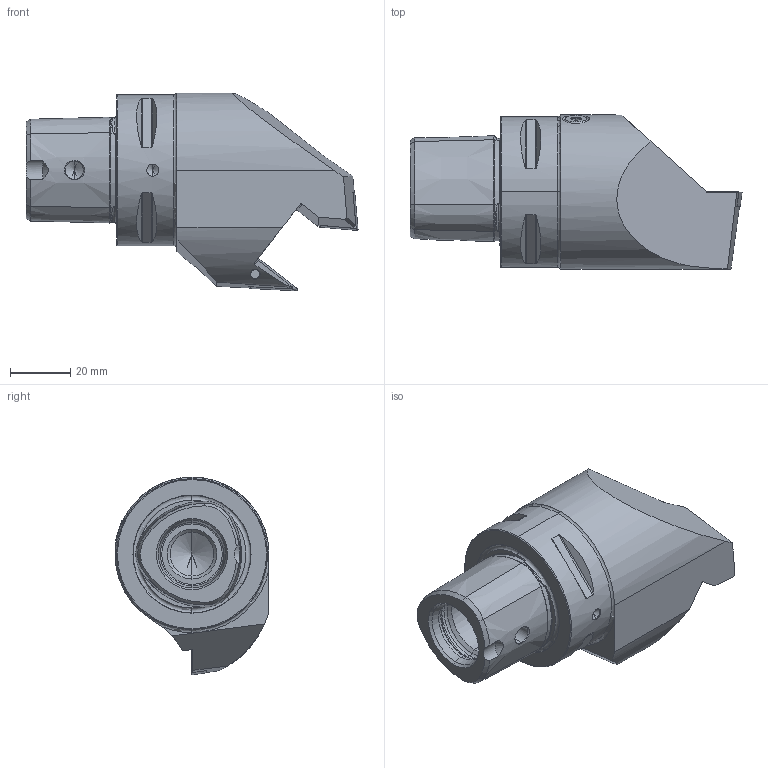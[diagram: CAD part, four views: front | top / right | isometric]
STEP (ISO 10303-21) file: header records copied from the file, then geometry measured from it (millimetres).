
FILE_DESCRIPTION (( 'STEP AP214' ), '1' );
FILE_NAME ('PS5.KVB.SoR.080-HP.STEP', '2024-05-07T09:34:53', ( '' ), ( '' ), 'SwSTEP 2.0', 'SolidWorks 2022', '' );
FILE_SCHEMA (( 'AUTOMOTIVE_DESIGN' ));
Length unit declared in the file: millimetre
Products named in the file (12): CHP-ER1.015.006_A; PS5.KVB.SoR.080-HP; DIN 3771 - 13x1; DIN 7991 - M5x15; ISO 8752 2x8; PS5-KVB.SoR.080-HP_A; WCB-ER2.001.009_A; CCMT120404; VCMT160404; WCC-ER2.001.010_A; CHP-ER1.015.006; CHP-ER1.008.014_A
Assembly tree (11 placements, depth 3):
  PS5.KVB.SoR.080-HP
    PS5-KVB.SoR.080-HP_A
    CHP-ER1.008.014_A
    CHP-ER1.015.006
      CHP-ER1.015.006_A
      DIN 3771 - 13x1
      DIN 7991 - M5x15
    ISO 8752 2x8
    VCMT160404
    WCB-ER2.001.009_A
    CCMT120404
    WCC-ER2.001.010_A
Bounding box: 109.96 x 51 x 65.5 mm (x, y, z)
Volume: 129744 mm3; surface area: 27411.4 mm2
Topology: 10 solids, 10 shells, 494 faces, 1202 edges, 712 vertices
Faces by surface type: cone 149, cylinder 133, plane 123, torus 59, bspline 28, sphere 2
Entity records: 16947 total; most frequent: CARTESIAN_POINT 4823, ORIENTED_EDGE 2332, DIRECTION 2307, EDGE_CURVE 1166, AXIS2_PLACEMENT_3D 920, VERTEX_POINT 712, EDGE_LOOP 534, FACE_OUTER_BOUND 494
